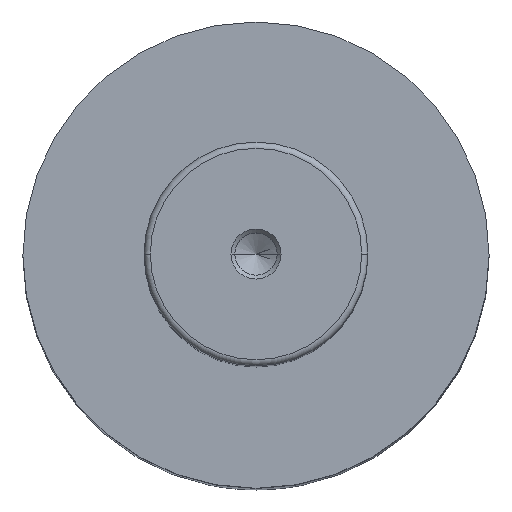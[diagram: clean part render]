
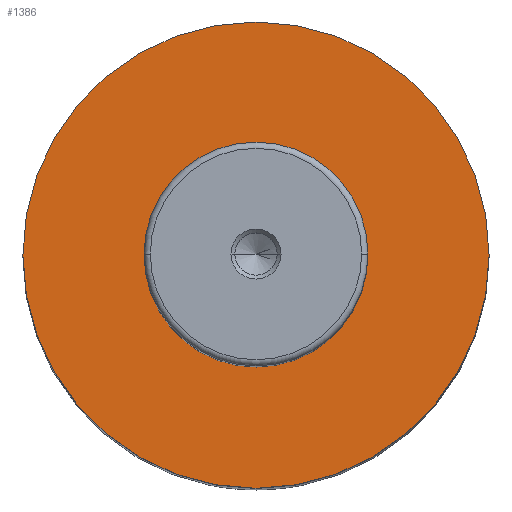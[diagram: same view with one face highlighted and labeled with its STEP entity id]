
A CAD part, top view. The second image highlights one B-rep face of the part: STEP entity #1386.
In plain terms, the highlighted planar face has unit normal (0, 0, 1).
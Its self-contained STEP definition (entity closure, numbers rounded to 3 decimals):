
#52 = CIRCLE ( 'NONE', #510, 18. ) ;
#76 = PLANE ( 'NONE',  #1843 ) ;
#118 = EDGE_CURVE ( 'NONE', #1677, #1272, #52, .T. ) ;
#196 = VERTEX_POINT ( 'NONE', #1553 ) ;
#254 = DIRECTION ( 'NONE',  ( 1., 0., 0. ) ) ;
#353 = FACE_BOUND ( 'NONE', #1334, .T. ) ;
#404 = CARTESIAN_POINT ( 'NONE',  ( 0., 0., 157. ) ) ;
#433 = CARTESIAN_POINT ( 'NONE',  ( 0., 0., 157. ) ) ;
#466 = CIRCLE ( 'NONE', #711, 37.5 ) ;
#510 = AXIS2_PLACEMENT_3D ( 'NONE', #625, #862, #1865 ) ;
#581 = DIRECTION ( 'NONE',  ( -1., 0., 0. ) ) ;
#610 = DIRECTION ( 'NONE',  ( -1., 0., 0. ) ) ;
#625 = CARTESIAN_POINT ( 'NONE',  ( 0., 0., 157. ) ) ;
#644 = CARTESIAN_POINT ( 'NONE',  ( 0., 0., 157. ) ) ;
#711 = AXIS2_PLACEMENT_3D ( 'NONE', #433, #1637, #610 ) ;
#753 = CARTESIAN_POINT ( 'NONE',  ( -18., 0., 157. ) ) ;
#793 = DIRECTION ( 'NONE',  ( 0., 0., 1. ) ) ;
#807 = AXIS2_PLACEMENT_3D ( 'NONE', #404, #1614, #581 ) ;
#823 = DIRECTION ( 'NONE',  ( -1., 0., 0. ) ) ;
#862 = DIRECTION ( 'NONE',  ( 0., 0., -1. ) ) ;
#878 = CARTESIAN_POINT ( 'NONE',  ( 37.5, 0., 157. ) ) ;
#934 = CARTESIAN_POINT ( 'NONE',  ( 18., 0., 157. ) ) ;
#940 = ORIENTED_EDGE ( 'NONE', *, *, #1260, .F. ) ;
#1063 = ORIENTED_EDGE ( 'NONE', *, *, #1481, .T. ) ;
#1115 = VERTEX_POINT ( 'NONE', #878 ) ;
#1230 = EDGE_LOOP ( 'NONE', ( #1902, #940 ) ) ;
#1260 = EDGE_CURVE ( 'NONE', #1115, #196, #1549, .T. ) ;
#1272 = VERTEX_POINT ( 'NONE', #934 ) ;
#1294 = FACE_OUTER_BOUND ( 'NONE', #1230, .T. ) ;
#1334 = EDGE_LOOP ( 'NONE', ( #2197, #1063 ) ) ;
#1386 = ADVANCED_FACE ( 'NONE', ( #353, #1294 ), #76, .T. ) ;
#1481 = EDGE_CURVE ( 'NONE', #1272, #1677, #1980, .T. ) ;
#1549 = CIRCLE ( 'NONE', #807, 37.5 ) ;
#1553 = CARTESIAN_POINT ( 'NONE',  ( -37.5, 0., 157. ) ) ;
#1614 = DIRECTION ( 'NONE',  ( 0., 0., -1. ) ) ;
#1637 = DIRECTION ( 'NONE',  ( 0., 0., -1. ) ) ;
#1677 = VERTEX_POINT ( 'NONE', #753 ) ;
#1783 = EDGE_CURVE ( 'NONE', #196, #1115, #466, .T. ) ;
#1843 = AXIS2_PLACEMENT_3D ( 'NONE', #2175, #793, #254 ) ;
#1848 = DIRECTION ( 'NONE',  ( 0., 0., -1. ) ) ;
#1865 = DIRECTION ( 'NONE',  ( -1., 0., 0. ) ) ;
#1902 = ORIENTED_EDGE ( 'NONE', *, *, #1783, .F. ) ;
#1980 = CIRCLE ( 'NONE', #2195, 18. ) ;
#2175 = CARTESIAN_POINT ( 'NONE',  ( -18., 0., 157. ) ) ;
#2195 = AXIS2_PLACEMENT_3D ( 'NONE', #644, #1848, #823 ) ;
#2197 = ORIENTED_EDGE ( 'NONE', *, *, #118, .T. ) ;
